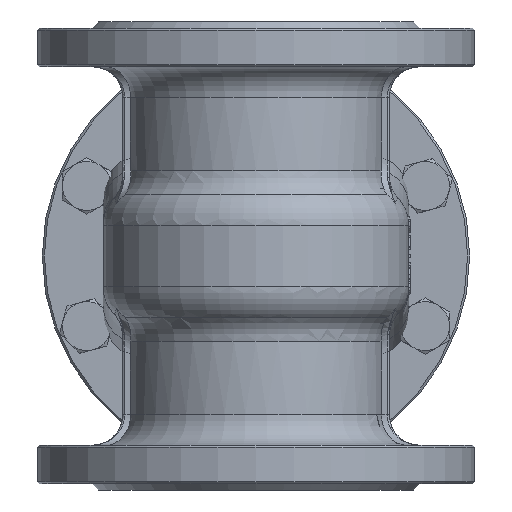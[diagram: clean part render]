
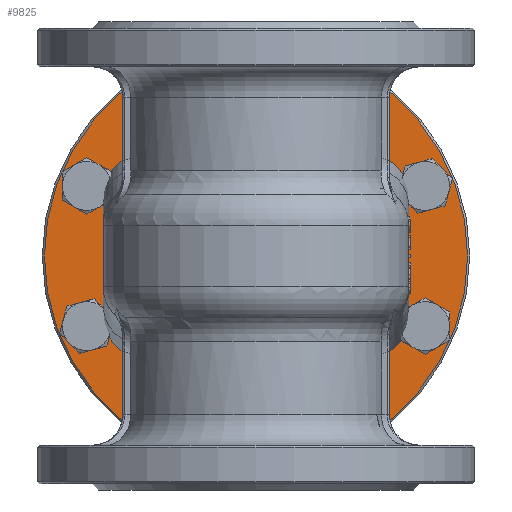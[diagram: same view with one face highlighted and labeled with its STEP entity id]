
A CAD part, front view. The second image highlights one B-rep face of the part: STEP entity #9825.
In plain terms, the highlighted planar face has unit normal (0, -1, 0).
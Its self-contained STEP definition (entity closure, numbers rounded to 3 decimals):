
#217=ELLIPSE('',#10841,20.454,20.);
#218=ELLIPSE('',#10842,20.454,20.);
#219=ELLIPSE('',#10843,20.454,20.);
#220=ELLIPSE('',#10844,20.454,20.);
#371=FACE_BOUND('',#2786,.T.);
#372=FACE_BOUND('',#2787,.T.);
#373=FACE_BOUND('',#2788,.T.);
#374=FACE_BOUND('',#2789,.T.);
#375=FACE_BOUND('',#2790,.T.);
#376=FACE_BOUND('',#2791,.T.);
#377=FACE_BOUND('',#2792,.T.);
#378=FACE_BOUND('',#2793,.T.);
#379=FACE_BOUND('',#2794,.T.);
#519=PLANE('',#10832);
#891=LINE('',#16294,#1453);
#892=LINE('',#16298,#1454);
#893=LINE('',#16302,#1455);
#894=LINE('',#16305,#1456);
#1453=VECTOR('',#12771,10.);
#1454=VECTOR('',#12774,10.);
#1455=VECTOR('',#12777,10.);
#1456=VECTOR('',#12780,10.);
#2172=FACE_OUTER_BOUND('',#2785,.T.);
#2785=EDGE_LOOP('',(#7500));
#2786=EDGE_LOOP('',(#7501));
#2787=EDGE_LOOP('',(#7502));
#2788=EDGE_LOOP('',(#7503));
#2789=EDGE_LOOP('',(#7504));
#2790=EDGE_LOOP('',(#7505));
#2791=EDGE_LOOP('',(#7506));
#2792=EDGE_LOOP('',(#7507));
#2793=EDGE_LOOP('',(#7508));
#2794=EDGE_LOOP('',(#7509,#7510,#7511,#7512,#7513,#7514,#7515,#7516));
#3692=CIRCLE('',#10831,104.);
#3693=CIRCLE('',#10833,6.);
#3694=CIRCLE('',#10834,6.);
#3695=CIRCLE('',#10835,6.);
#3696=CIRCLE('',#10836,6.);
#3697=CIRCLE('',#10837,6.);
#3698=CIRCLE('',#10838,6.);
#3699=CIRCLE('',#10839,6.);
#3700=CIRCLE('',#10840,6.);
#4334=VERTEX_POINT('',#16270);
#4335=VERTEX_POINT('',#16274);
#4336=VERTEX_POINT('',#16276);
#4337=VERTEX_POINT('',#16278);
#4338=VERTEX_POINT('',#16280);
#4339=VERTEX_POINT('',#16282);
#4340=VERTEX_POINT('',#16284);
#4341=VERTEX_POINT('',#16286);
#4342=VERTEX_POINT('',#16288);
#4343=VERTEX_POINT('',#16290);
#4344=VERTEX_POINT('',#16291);
#4345=VERTEX_POINT('',#16293);
#4346=VERTEX_POINT('',#16295);
#4347=VERTEX_POINT('',#16297);
#4348=VERTEX_POINT('',#16299);
#4349=VERTEX_POINT('',#16301);
#4350=VERTEX_POINT('',#16303);
#5450=EDGE_CURVE('',#4334,#4334,#3692,.T.);
#5451=EDGE_CURVE('',#4335,#4335,#3693,.T.);
#5452=EDGE_CURVE('',#4336,#4336,#3694,.T.);
#5453=EDGE_CURVE('',#4337,#4337,#3695,.T.);
#5454=EDGE_CURVE('',#4338,#4338,#3696,.T.);
#5455=EDGE_CURVE('',#4339,#4339,#3697,.T.);
#5456=EDGE_CURVE('',#4340,#4340,#3698,.T.);
#5457=EDGE_CURVE('',#4341,#4341,#3699,.T.);
#5458=EDGE_CURVE('',#4342,#4342,#3700,.T.);
#5459=EDGE_CURVE('',#4343,#4344,#217,.T.);
#5460=EDGE_CURVE('',#4345,#4344,#891,.T.);
#5461=EDGE_CURVE('',#4346,#4345,#218,.T.);
#5462=EDGE_CURVE('',#4347,#4346,#892,.T.);
#5463=EDGE_CURVE('',#4348,#4347,#219,.T.);
#5464=EDGE_CURVE('',#4349,#4348,#893,.T.);
#5465=EDGE_CURVE('',#4349,#4350,#220,.T.);
#5466=EDGE_CURVE('',#4350,#4343,#894,.T.);
#7500=ORIENTED_EDGE('',*,*,#5450,.F.);
#7501=ORIENTED_EDGE('',*,*,#5451,.F.);
#7502=ORIENTED_EDGE('',*,*,#5452,.F.);
#7503=ORIENTED_EDGE('',*,*,#5453,.F.);
#7504=ORIENTED_EDGE('',*,*,#5454,.F.);
#7505=ORIENTED_EDGE('',*,*,#5455,.F.);
#7506=ORIENTED_EDGE('',*,*,#5456,.F.);
#7507=ORIENTED_EDGE('',*,*,#5457,.F.);
#7508=ORIENTED_EDGE('',*,*,#5458,.F.);
#7509=ORIENTED_EDGE('',*,*,#5459,.T.);
#7510=ORIENTED_EDGE('',*,*,#5460,.F.);
#7511=ORIENTED_EDGE('',*,*,#5461,.F.);
#7512=ORIENTED_EDGE('',*,*,#5462,.F.);
#7513=ORIENTED_EDGE('',*,*,#5463,.F.);
#7514=ORIENTED_EDGE('',*,*,#5464,.F.);
#7515=ORIENTED_EDGE('',*,*,#5465,.T.);
#7516=ORIENTED_EDGE('',*,*,#5466,.T.);
#9825=ADVANCED_FACE('',(#2172,#371,#372,#373,#374,#375,#376,#377,#378,#379),
#519,.F.);
#10831=AXIS2_PLACEMENT_3D('',#16272,#12749,#12750);
#10832=AXIS2_PLACEMENT_3D('',#16273,#12751,#12752);
#10833=AXIS2_PLACEMENT_3D('',#16275,#12753,#12754);
#10834=AXIS2_PLACEMENT_3D('',#16277,#12755,#12756);
#10835=AXIS2_PLACEMENT_3D('',#16279,#12757,#12758);
#10836=AXIS2_PLACEMENT_3D('',#16281,#12759,#12760);
#10837=AXIS2_PLACEMENT_3D('',#16283,#12761,#12762);
#10838=AXIS2_PLACEMENT_3D('',#16285,#12763,#12764);
#10839=AXIS2_PLACEMENT_3D('',#16287,#12765,#12766);
#10840=AXIS2_PLACEMENT_3D('',#16289,#12767,#12768);
#10841=AXIS2_PLACEMENT_3D('',#16292,#12769,#12770);
#10842=AXIS2_PLACEMENT_3D('',#16296,#12772,#12773);
#10843=AXIS2_PLACEMENT_3D('',#16300,#12775,#12776);
#10844=AXIS2_PLACEMENT_3D('',#16304,#12778,#12779);
#12749=DIRECTION('center_axis',(0.,1.,0.));
#12750=DIRECTION('ref_axis',(-1.,0.,0.));
#12751=DIRECTION('center_axis',(0.,1.,0.));
#12752=DIRECTION('ref_axis',(0.,0.,1.));
#12753=DIRECTION('center_axis',(0.,-1.,0.));
#12754=DIRECTION('ref_axis',(-1.,0.,0.));
#12755=DIRECTION('center_axis',(0.,-1.,0.));
#12756=DIRECTION('ref_axis',(-1.,0.,0.));
#12757=DIRECTION('center_axis',(0.,-1.,0.));
#12758=DIRECTION('ref_axis',(-1.,0.,0.));
#12759=DIRECTION('center_axis',(0.,-1.,0.));
#12760=DIRECTION('ref_axis',(-1.,0.,0.));
#12761=DIRECTION('center_axis',(0.,-1.,0.));
#12762=DIRECTION('ref_axis',(-1.,0.,0.));
#12763=DIRECTION('center_axis',(0.,-1.,0.));
#12764=DIRECTION('ref_axis',(-1.,0.,0.));
#12765=DIRECTION('center_axis',(0.,-1.,0.));
#12766=DIRECTION('ref_axis',(-1.,0.,0.));
#12767=DIRECTION('center_axis',(0.,-1.,0.));
#12768=DIRECTION('ref_axis',(-1.,0.,0.));
#12769=DIRECTION('center_axis',(0.,1.,0.));
#12770=DIRECTION('ref_axis',(0.,0.,1.));
#12771=DIRECTION('',(0.,0.,1.));
#12772=DIRECTION('center_axis',(0.,-1.,0.));
#12773=DIRECTION('ref_axis',(0.,0.,-1.));
#12774=DIRECTION('',(1.,0.,0.));
#12775=DIRECTION('center_axis',(0.,-1.,0.));
#12776=DIRECTION('ref_axis',(0.,0.,
-1.));
#12777=DIRECTION('',(0.,0.,-1.));
#12778=DIRECTION('center_axis',(0.,1.,0.));
#12779=DIRECTION('ref_axis',(0.,0.,
1.));
#12780=DIRECTION('',(1.,0.,0.));
#16270=CARTESIAN_POINT('',(104.,150.,115.));
#16272=CARTESIAN_POINT('Origin',(0.,150.,115.));
#16273=CARTESIAN_POINT('Origin',(0.,150.,115.));
#16274=CARTESIAN_POINT('',(-28.442,150.,31.851));
#16275=CARTESIAN_POINT('Origin',(-34.442,150.,31.851));
#16276=CARTESIAN_POINT('',(40.442,150.,31.851));
#16277=CARTESIAN_POINT('Origin',(34.442,150.,31.851));
#16278=CARTESIAN_POINT('',(89.149,150.,80.558));
#16279=CARTESIAN_POINT('Origin',(83.149,150.,80.558));
#16280=CARTESIAN_POINT('',(89.149,150.,149.442));
#16281=CARTESIAN_POINT('Origin',(83.149,150.,149.442));
#16282=CARTESIAN_POINT('',(40.442,150.,198.149));
#16283=CARTESIAN_POINT('Origin',(34.442,150.,198.149));
#16284=CARTESIAN_POINT('',(-28.442,150.,198.149));
#16285=CARTESIAN_POINT('Origin',(-34.442,150.,198.149));
#16286=CARTESIAN_POINT('',(-77.149,150.,149.442));
#16287=CARTESIAN_POINT('Origin',(-83.149,150.,149.442));
#16288=CARTESIAN_POINT('',(-77.149,150.,80.558));
#16289=CARTESIAN_POINT('Origin',(-83.149,150.,80.558));
#16290=CARTESIAN_POINT('',(55.,150.,165.));
#16291=CARTESIAN_POINT('',(75.,150.,144.546));
#16292=CARTESIAN_POINT('Origin',(55.,150.,144.546));
#16293=CARTESIAN_POINT('',(75.,150.,85.454));
#16294=CARTESIAN_POINT('',(75.,150.,115.));
#16295=CARTESIAN_POINT('',(55.,150.,65.));
#16296=CARTESIAN_POINT('Origin',(55.,150.,85.454));
#16297=CARTESIAN_POINT('',(-55.,150.,65.));
#16298=CARTESIAN_POINT('',(0.,150.,65.));
#16299=CARTESIAN_POINT('',(-75.,150.,85.454));
#16300=CARTESIAN_POINT('Origin',(-55.,150.,85.454));
#16301=CARTESIAN_POINT('',(-75.,150.,144.546));
#16302=CARTESIAN_POINT('',(-75.,150.,115.));
#16303=CARTESIAN_POINT('',(-55.,150.,165.));
#16304=CARTESIAN_POINT('Origin',(-55.,150.,144.546));
#16305=CARTESIAN_POINT('',(0.,150.,165.));
